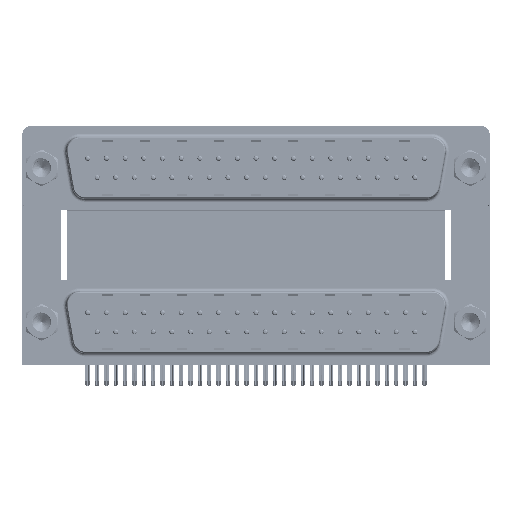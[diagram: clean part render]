
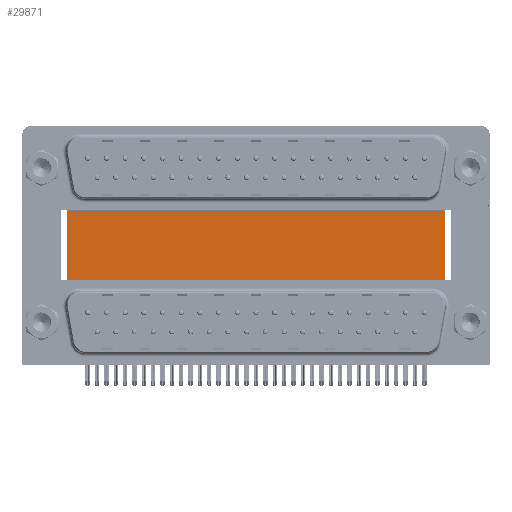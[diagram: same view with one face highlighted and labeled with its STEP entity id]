
A CAD part, top view. The second image highlights one B-rep face of the part: STEP entity #29871.
In plain terms, the highlighted planar face has unit normal (0, 0, 1).
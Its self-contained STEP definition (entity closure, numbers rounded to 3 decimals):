
#4263 = DIRECTION ( 'NONE',  ( -1., 0., 0. ) ) ;
#4351 = DIRECTION ( 'NONE',  ( 1., 0., 0. ) ) ;
#4361 = VECTOR ( 'NONE', #4641, 1000. ) ;
#4641 = DIRECTION ( 'NONE',  ( 0., -1., 0. ) ) ;
#5295 = LINE ( 'NONE', #52604, #23673 ) ;
#5340 = EDGE_CURVE ( 'NONE', #45092, #48155, #42224, .T. ) ;
#9315 = VECTOR ( 'NONE', #4351, 1000. ) ;
#12382 = EDGE_LOOP ( 'NONE', ( #47291, #18608, #43402, #34116 ) ) ;
#12650 = EDGE_CURVE ( 'NONE', #42681, #45092, #47717, .T. ) ;
#14032 = CARTESIAN_POINT ( 'NONE',  ( 3.79, 16.585, -12. ) ) ;
#14040 = AXIS2_PLACEMENT_3D ( 'NONE', #20879, #29622, #4263 ) ;
#18608 = ORIENTED_EDGE ( 'NONE', *, *, #5340, .F. ) ;
#19950 = DIRECTION ( 'NONE',  ( 0., -1., 0. ) ) ;
#20879 = CARTESIAN_POINT ( 'NONE',  ( 3.79, 16.585, -12. ) ) ;
#20998 = CARTESIAN_POINT ( 'NONE',  ( 3.79, 16.585, -12. ) ) ;
#23673 = VECTOR ( 'NONE', #48385, 1000. ) ;
#26219 = PLANE ( 'NONE',  #14040 ) ;
#27496 = EDGE_CURVE ( 'NONE', #42681, #53537, #42698, .T. ) ;
#29622 = DIRECTION ( 'NONE',  ( 0., 0., -1. ) ) ;
#29871 = ADVANCED_FACE ( 'NONE', ( #34672 ), #26219, .F. ) ;
#29926 = VECTOR ( 'NONE', #19950, 1000. ) ;
#33762 = CARTESIAN_POINT ( 'NONE',  ( 59.71, 16.585, -12. ) ) ;
#34116 = ORIENTED_EDGE ( 'NONE', *, *, #27496, .T. ) ;
#34672 = FACE_OUTER_BOUND ( 'NONE', #12382, .T. ) ;
#38528 = CARTESIAN_POINT ( 'NONE',  ( 59.71, -3.735, -12. ) ) ;
#39834 = CARTESIAN_POINT ( 'NONE',  ( 59.71, 16.585, -12. ) ) ;
#41497 = EDGE_CURVE ( 'NONE', #53537, #48155, #5295, .T. ) ;
#42224 = LINE ( 'NONE', #33762, #29926 ) ;
#42681 = VERTEX_POINT ( 'NONE', #14032 ) ;
#42698 = LINE ( 'NONE', #20998, #4361 ) ;
#43402 = ORIENTED_EDGE ( 'NONE', *, *, #12650, .F. ) ;
#45092 = VERTEX_POINT ( 'NONE', #39834 ) ;
#47291 = ORIENTED_EDGE ( 'NONE', *, *, #41497, .T. ) ;
#47656 = CARTESIAN_POINT ( 'NONE',  ( 3.79, -3.735, -12. ) ) ;
#47717 = LINE ( 'NONE', #51104, #9315 ) ;
#48155 = VERTEX_POINT ( 'NONE', #38528 ) ;
#48385 = DIRECTION ( 'NONE',  ( 1., 0., 0. ) ) ;
#51104 = CARTESIAN_POINT ( 'NONE',  ( 3.79, 16.585, -12. ) ) ;
#52604 = CARTESIAN_POINT ( 'NONE',  ( 3.79, -3.735, -12. ) ) ;
#53537 = VERTEX_POINT ( 'NONE', #47656 ) ;
